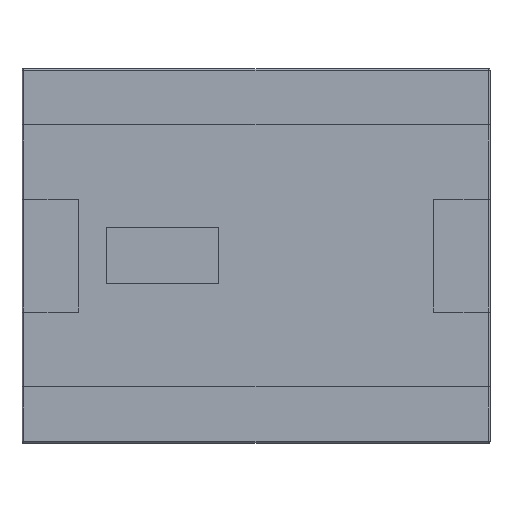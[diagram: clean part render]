
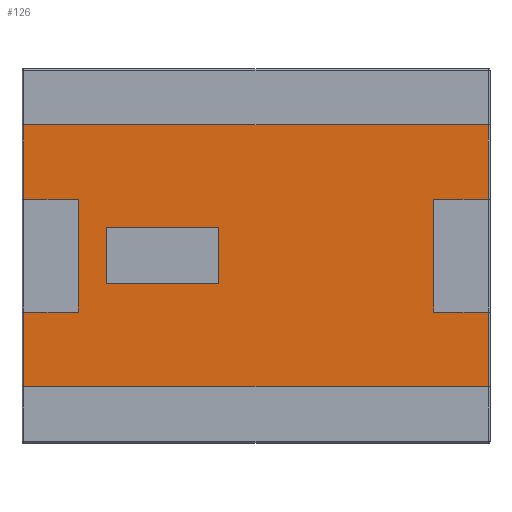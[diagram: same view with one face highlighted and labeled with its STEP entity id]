
A CAD part, top view. The second image highlights one B-rep face of the part: STEP entity #126.
In plain terms, the highlighted planar face has unit normal (0, 0, 1).
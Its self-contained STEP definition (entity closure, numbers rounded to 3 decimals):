
#126 = ADVANCED_FACE( '', ( #229, #230 ), #231, .T. );
#229 = FACE_BOUND( '', #345, .T. );
#230 = FACE_OUTER_BOUND( '', #346, .T. );
#231 = PLANE( '', #347 );
#345 = EDGE_LOOP( '', ( #559, #560, #561, #562 ) );
#346 = EDGE_LOOP( '', ( #563, #564, #565, #566, #567, #568, #569, #570, #571, #572, #573, #574 ) );
#347 = AXIS2_PLACEMENT_3D( '', #575, #576, #577 );
#559 = ORIENTED_EDGE( '', *, *, #884, .F. );
#560 = ORIENTED_EDGE( '', *, *, #855, .F. );
#561 = ORIENTED_EDGE( '', *, *, #847, .F. );
#562 = ORIENTED_EDGE( '', *, *, #885, .F. );
#563 = ORIENTED_EDGE( '', *, *, #886, .T. );
#564 = ORIENTED_EDGE( '', *, *, #861, .T. );
#565 = ORIENTED_EDGE( '', *, *, #887, .T. );
#566 = ORIENTED_EDGE( '', *, *, #888, .T. );
#567 = ORIENTED_EDGE( '', *, *, #889, .T. );
#568 = ORIENTED_EDGE( '', *, *, #890, .T. );
#569 = ORIENTED_EDGE( '', *, *, #840, .T. );
#570 = ORIENTED_EDGE( '', *, *, #891, .T. );
#571 = ORIENTED_EDGE( '', *, *, #892, .T. );
#572 = ORIENTED_EDGE( '', *, *, #871, .T. );
#573 = ORIENTED_EDGE( '', *, *, #893, .T. );
#574 = ORIENTED_EDGE( '', *, *, #894, .T. );
#575 = CARTESIAN_POINT( '', ( -1.25, -0.7, 0.45 ) );
#576 = DIRECTION( '', ( 0., 0., 1. ) );
#577 = DIRECTION( '', ( 1., 0., 0. ) );
#840 = EDGE_CURVE( '', #1061, #1059, #1062, .T. );
#847 = EDGE_CURVE( '', #1072, #1074, #1075, .T. );
#855 = EDGE_CURVE( '', #1074, #1086, #1087, .T. );
#861 = EDGE_CURVE( '', #1091, #1095, #1097, .T. );
#871 = EDGE_CURVE( '', #1109, #1113, #1115, .T. );
#884 = EDGE_CURVE( '', #1086, #1132, #1133, .T. );
#885 = EDGE_CURVE( '', #1132, #1072, #1134, .T. );
#886 = EDGE_CURVE( '', #1135, #1091, #1136, .T. );
#887 = EDGE_CURVE( '', #1095, #1137, #1138, .T. );
#888 = EDGE_CURVE( '', #1137, #1139, #1140, .T. );
#889 = EDGE_CURVE( '', #1139, #1141, #1142, .T. );
#890 = EDGE_CURVE( '', #1141, #1061, #1143, .T. );
#891 = EDGE_CURVE( '', #1059, #1144, #1145, .T. );
#892 = EDGE_CURVE( '', #1144, #1109, #1146, .T. );
#893 = EDGE_CURVE( '', #1113, #1147, #1148, .T. );
#894 = EDGE_CURVE( '', #1147, #1135, #1149, .T. );
#1059 = VERTEX_POINT( '', #1622 );
#1061 = VERTEX_POINT( '', #1624 );
#1062 = LINE( '', #1625, #1626 );
#1072 = VERTEX_POINT( '', #1639 );
#1074 = VERTEX_POINT( '', #1642 );
#1075 = LINE( '', #1643, #1644 );
#1086 = VERTEX_POINT( '', #1660 );
#1087 = LINE( '', #1661, #1662 );
#1091 = VERTEX_POINT( '', #1667 );
#1095 = VERTEX_POINT( '', #1672 );
#1097 = LINE( '', #1674, #1675 );
#1109 = VERTEX_POINT( '', #1689 );
#1113 = VERTEX_POINT( '', #1694 );
#1115 = LINE( '', #1696, #1697 );
#1132 = VERTEX_POINT( '', #1722 );
#1133 = LINE( '', #1723, #1724 );
#1134 = LINE( '', #1725, #1726 );
#1135 = VERTEX_POINT( '', #1727 );
#1136 = LINE( '', #1728, #1729 );
#1137 = VERTEX_POINT( '', #1730 );
#1138 = LINE( '', #1731, #1732 );
#1139 = VERTEX_POINT( '', #1733 );
#1140 = LINE( '', #1734, #1735 );
#1141 = VERTEX_POINT( '', #1736 );
#1142 = LINE( '', #1737, #1738 );
#1143 = LINE( '', #1739, #1740 );
#1144 = VERTEX_POINT( '', #1741 );
#1145 = LINE( '', #1742, #1743 );
#1146 = LINE( '', #1744, #1745 );
#1147 = VERTEX_POINT( '', #1746 );
#1148 = LINE( '', #1747, #1748 );
#1149 = LINE( '', #1749, #1750 );
#1622 = CARTESIAN_POINT( '', ( -1.24, -0.3, 0.45 ) );
#1624 = CARTESIAN_POINT( '', ( -0.95, -0.3, 0.45 ) );
#1625 = CARTESIAN_POINT( '', ( -1.25, -0.3, 0.45 ) );
#1626 = VECTOR( '', #1940, 1000. );
#1639 = CARTESIAN_POINT( '', ( -0.2, -0.15, 0.45 ) );
#1642 = CARTESIAN_POINT( '', ( -0.2, 0.15, 0.45 ) );
#1643 = CARTESIAN_POINT( '', ( -0.2, -0.15, 0.45 ) );
#1644 = VECTOR( '', #1948, 1000. );
#1660 = CARTESIAN_POINT( '', ( -0.8, 0.15, 0.45 ) );
#1661 = CARTESIAN_POINT( '', ( -0.2, 0.15, 0.45 ) );
#1662 = VECTOR( '', #1954, 1000. );
#1667 = CARTESIAN_POINT( '', ( 1.24, 0.3, 0.45 ) );
#1672 = CARTESIAN_POINT( '', ( 1.24, 0.7, 0.45 ) );
#1674 = CARTESIAN_POINT( '', ( 1.24, 0.7, 0.45 ) );
#1675 = VECTOR( '', #1963, 1000. );
#1689 = CARTESIAN_POINT( '', ( 1.24, -0.7, 0.45 ) );
#1694 = CARTESIAN_POINT( '', ( 1.24, -0.3, 0.45 ) );
#1696 = CARTESIAN_POINT( '', ( 1.24, -0.3, 0.45 ) );
#1697 = VECTOR( '', #1979, 1000. );
#1722 = CARTESIAN_POINT( '', ( -0.8, -0.15, 0.45 ) );
#1723 = CARTESIAN_POINT( '', ( -0.8, 0.15, 0.45 ) );
#1724 = VECTOR( '', #1988, 1000. );
#1725 = CARTESIAN_POINT( '', ( -0.8, -0.15, 0.45 ) );
#1726 = VECTOR( '', #1989, 1000. );
#1727 = CARTESIAN_POINT( '', ( 0.95, 0.3, 0.45 ) );
#1728 = CARTESIAN_POINT( '', ( 0.95, 0.3, 0.45 ) );
#1729 = VECTOR( '', #1990, 1000. );
#1730 = CARTESIAN_POINT( '', ( -1.24, 0.7, 0.45 ) );
#1731 = CARTESIAN_POINT( '', ( 1.25, 0.7, 0.45 ) );
#1732 = VECTOR( '', #1991, 1000. );
#1733 = CARTESIAN_POINT( '', ( -1.24, 0.3, 0.45 ) );
#1734 = CARTESIAN_POINT( '', ( -1.24, 0.3, 0.45 ) );
#1735 = VECTOR( '', #1992, 1000. );
#1736 = CARTESIAN_POINT( '', ( -0.95, 0.3, 0.45 ) );
#1737 = CARTESIAN_POINT( '', ( -0.95, 0.3, 0.45 ) );
#1738 = VECTOR( '', #1993, 1000. );
#1739 = CARTESIAN_POINT( '', ( -0.95, -0.3, 0.45 ) );
#1740 = VECTOR( '', #1994, 1000. );
#1741 = CARTESIAN_POINT( '', ( -1.24, -0.7, 0.45 ) );
#1742 = CARTESIAN_POINT( '', ( -1.24, -0.7, 0.45 ) );
#1743 = VECTOR( '', #1995, 1000. );
#1744 = CARTESIAN_POINT( '', ( -1.25, -0.7, 0.45 ) );
#1745 = VECTOR( '', #1996, 1000. );
#1746 = CARTESIAN_POINT( '', ( 0.95, -0.3, 0.45 ) );
#1747 = CARTESIAN_POINT( '', ( 1.25, -0.3, 0.45 ) );
#1748 = VECTOR( '', #1997, 1000. );
#1749 = CARTESIAN_POINT( '', ( 0.95, -0.3, 0.45 ) );
#1750 = VECTOR( '', #1998, 1000. );
#1940 = DIRECTION( '', ( -1., 0., 0. ) );
#1948 = DIRECTION( '', ( 0., 1., 0. ) );
#1954 = DIRECTION( '', ( -1., 0., 0. ) );
#1963 = DIRECTION( '', ( 0., 1., 0. ) );
#1979 = DIRECTION( '', ( 0., 1., 0. ) );
#1988 = DIRECTION( '', ( 0., -1., 0. ) );
#1989 = DIRECTION( '', ( 1., 0., 0. ) );
#1990 = DIRECTION( '', ( 1., 0., 0. ) );
#1991 = DIRECTION( '', ( -1., 0., 0. ) );
#1992 = DIRECTION( '', ( 0., -1., 0. ) );
#1993 = DIRECTION( '', ( 1., 0., 0. ) );
#1994 = DIRECTION( '', ( 0., -1., 0. ) );
#1995 = DIRECTION( '', ( 0., -1., 0. ) );
#1996 = DIRECTION( '', ( 1., 0., 0. ) );
#1997 = DIRECTION( '', ( -1., 0., 0. ) );
#1998 = DIRECTION( '', ( 0., 1., 0. ) );
